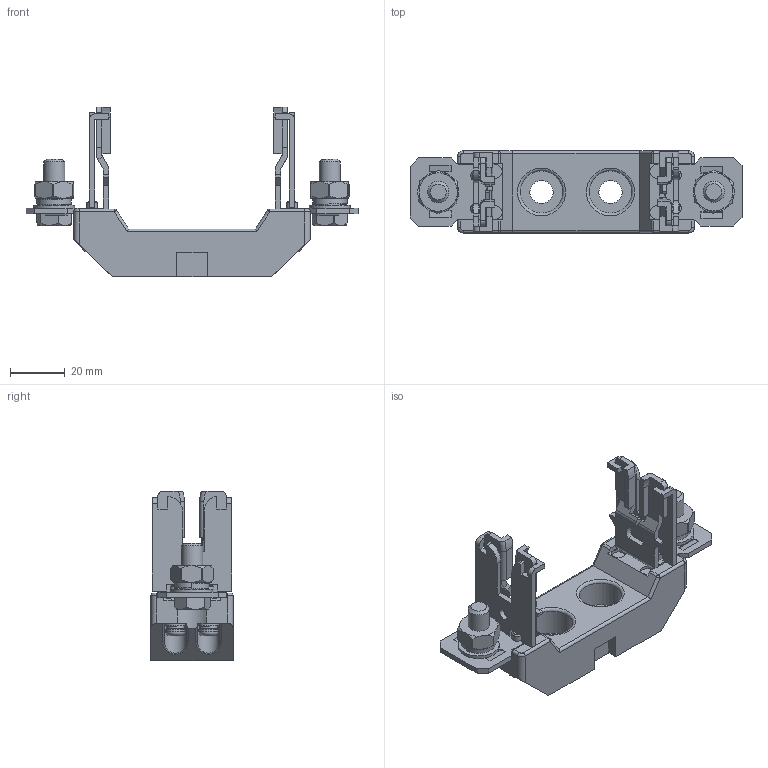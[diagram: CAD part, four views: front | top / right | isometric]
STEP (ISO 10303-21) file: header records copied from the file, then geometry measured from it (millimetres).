
FILE_DESCRIPTION(/* description */ (''),/* implementation_level */ '2;1');
FILE_NAME(/* name */ 'RT16-00座.stp',/* time_stamp */ '2025-03-14T10:23:54+08:00',/* author */ (''),/* organization */ (''),/* preprocessor_version */ 'ST-DEVELOPER v16',/* originating_system */ 'SIEMENS PLM Software NX 10.0',/* authorisation */ '');
FILE_SCHEMA (('CONFIG_CONTROL_DESIGN'));
Length unit declared in the file: millimetre
Products named in the file (1): temp1111
Bounding box: 121.32 x 30 x 62.05 mm (x, y, z)
Volume: 48158.3 mm3; surface area: 31486.5 mm2
Topology: 25 solids, 25 shells, 724 faces, 1930 edges, 1262 vertices
Faces by surface type: plane 452, cylinder 182, bspline 44, cone 26, torus 16, sphere 4
Full cylindrical faces by diameter (mm): 3.9 x4, 4 x2, 4.5 x4, 5 x4, 5.5 x4, 7 x4, 7.5 x4, 7.8 x2, 8.5 x6, 15 x2, 15.5 x2
Entity records: 28966 total; most frequent: CARTESIAN_POINT 11387, ORIENTED_EDGE 3676, DIRECTION 3404, EDGE_CURVE 1838, VERTEX_POINT 1234, LINE 1232, VECTOR 1232, AXIS2_PLACEMENT_3D 1086
